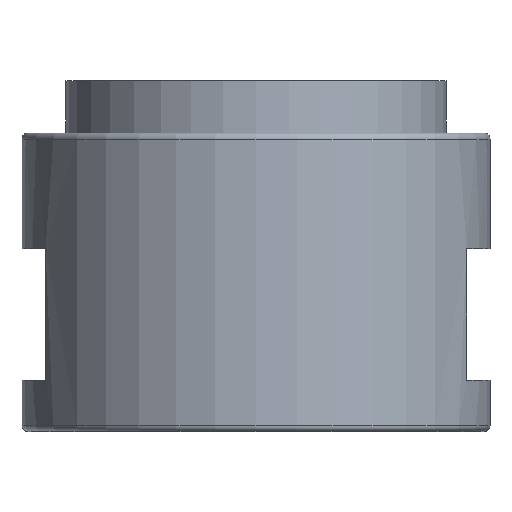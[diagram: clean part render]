
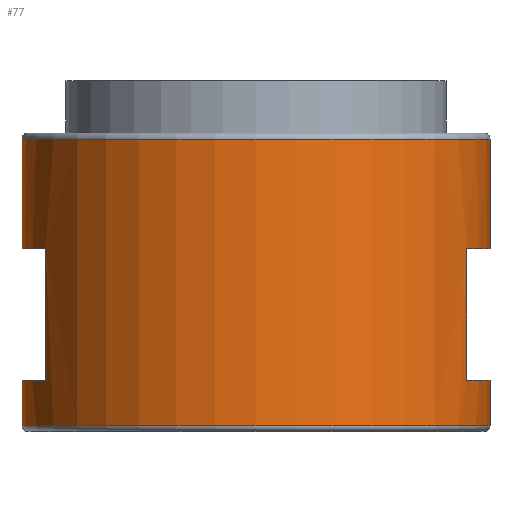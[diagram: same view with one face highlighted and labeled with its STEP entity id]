
A CAD part, front view. The second image highlights one B-rep face of the part: STEP entity #77.
In plain terms, the highlighted cylindrical face has radius 8 mm (diameter 16 mm), a full revolution.
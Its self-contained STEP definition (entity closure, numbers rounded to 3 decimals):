
#77 = ADVANCED_FACE( '', ( #98, #99, #100, #101 ), #102, .T. );
#98 = FACE_OUTER_BOUND( '', #140, .T. );
#99 = FACE_OUTER_BOUND( '', #141, .T. );
#100 = FACE_BOUND( '', #142, .T. );
#101 = FACE_BOUND( '', #143, .T. );
#102 = CYLINDRICAL_SURFACE( '', #144, 8. );
#140 = EDGE_LOOP( '', ( #186 ) );
#141 = EDGE_LOOP( '', ( #187 ) );
#142 = EDGE_LOOP( '', ( #188, #189, #190, #191 ) );
#143 = EDGE_LOOP( '', ( #192, #193, #194, #195 ) );
#144 = AXIS2_PLACEMENT_3D( '', #196, #197, #198 );
#186 = ORIENTED_EDGE( '', *, *, #270, .T. );
#187 = ORIENTED_EDGE( '', *, *, #271, .T. );
#188 = ORIENTED_EDGE( '', *, *, #272, .T. );
#189 = ORIENTED_EDGE( '', *, *, #273, .T. );
#190 = ORIENTED_EDGE( '', *, *, #274, .T. );
#191 = ORIENTED_EDGE( '', *, *, #275, .T. );
#192 = ORIENTED_EDGE( '', *, *, #276, .T. );
#193 = ORIENTED_EDGE( '', *, *, #277, .T. );
#194 = ORIENTED_EDGE( '', *, *, #278, .T. );
#195 = ORIENTED_EDGE( '', *, *, #279, .T. );
#196 = CARTESIAN_POINT( '', ( 0., 0., 10.2 ) );
#197 = DIRECTION( '', ( 0., 0., 1. ) );
#198 = DIRECTION( '', ( -1., 0., 0. ) );
#270 = EDGE_CURVE( '', #295, #295, #296, .T. );
#271 = EDGE_CURVE( '', #297, #297, #298, .F. );
#272 = EDGE_CURVE( '', #299, #300, #301, .F. );
#273 = EDGE_CURVE( '', #300, #302, #303, .F. );
#274 = EDGE_CURVE( '', #302, #304, #305, .F. );
#275 = EDGE_CURVE( '', #304, #299, #306, .T. );
#276 = EDGE_CURVE( '', #307, #308, #309, .F. );
#277 = EDGE_CURVE( '', #308, #310, #311, .T. );
#278 = EDGE_CURVE( '', #310, #312, #313, .F. );
#279 = EDGE_CURVE( '', #312, #307, #314, .F. );
#295 = VERTEX_POINT( '', #333 );
#296 = CIRCLE( '', #334, 8. );
#297 = VERTEX_POINT( '', #335 );
#298 = CIRCLE( '', #336, 8. );
#299 = VERTEX_POINT( '', #337 );
#300 = VERTEX_POINT( '', #338 );
#301 = CIRCLE( '', #339, 8. );
#302 = VERTEX_POINT( '', #340 );
#303 = LINE( '', #341, #342 );
#304 = VERTEX_POINT( '', #343 );
#305 = CIRCLE( '', #344, 8. );
#306 = LINE( '', #345, #346 );
#307 = VERTEX_POINT( '', #347 );
#308 = VERTEX_POINT( '', #348 );
#309 = CIRCLE( '', #349, 8. );
#310 = VERTEX_POINT( '', #350 );
#311 = LINE( '', #351, #352 );
#312 = VERTEX_POINT( '', #353 );
#313 = CIRCLE( '', #354, 8. );
#314 = LINE( '', #355, #356 );
#333 = CARTESIAN_POINT( '', ( -8., 0., 10. ) );
#334 = AXIS2_PLACEMENT_3D( '', #383, #384, #385 );
#335 = CARTESIAN_POINT( '', ( -8., 0., 0.2 ) );
#336 = AXIS2_PLACEMENT_3D( '', #386, #387, #388 );
#337 = CARTESIAN_POINT( '', ( 7.2, 3.487, 1.75 ) );
#338 = CARTESIAN_POINT( '', ( 7.2, -3.487, 1.75 ) );
#339 = AXIS2_PLACEMENT_3D( '', #389, #390, #391 );
#340 = CARTESIAN_POINT( '', ( 7.2, -3.487, 6.25 ) );
#341 = CARTESIAN_POINT( '', ( 7.2, -3.487, 10.2 ) );
#342 = VECTOR( '', #392, 1000. );
#343 = CARTESIAN_POINT( '', ( 7.2, 3.487, 6.25 ) );
#344 = AXIS2_PLACEMENT_3D( '', #393, #394, #395 );
#345 = CARTESIAN_POINT( '', ( 7.2, 3.487, 10.2 ) );
#346 = VECTOR( '', #396, 1000. );
#347 = CARTESIAN_POINT( '', ( -7.2, 3.487, 6.25 ) );
#348 = CARTESIAN_POINT( '', ( -7.2, -3.487, 6.25 ) );
#349 = AXIS2_PLACEMENT_3D( '', #397, #398, #399 );
#350 = CARTESIAN_POINT( '', ( -7.2, -3.487, 1.75 ) );
#351 = CARTESIAN_POINT( '', ( -7.2, -3.487, 10.2 ) );
#352 = VECTOR( '', #400, 1000. );
#353 = CARTESIAN_POINT( '', ( -7.2, 3.487, 1.75 ) );
#354 = AXIS2_PLACEMENT_3D( '', #401, #402, #403 );
#355 = CARTESIAN_POINT( '', ( -7.2, 3.487, 10.2 ) );
#356 = VECTOR( '', #404, 1000. );
#383 = CARTESIAN_POINT( '', ( 0., 0., 10. ) );
#384 = DIRECTION( '', ( 0., 0., -1. ) );
#385 = DIRECTION( '', ( -1., 0., 0. ) );
#386 = CARTESIAN_POINT( '', ( 0., 0., 0.2 ) );
#387 = DIRECTION( '', ( 0., 0., -1. ) );
#388 = DIRECTION( '', ( -1., 0., 0. ) );
#389 = CARTESIAN_POINT( '', ( 0., 0., 1.75 ) );
#390 = DIRECTION( '', ( 0., 0., 1. ) );
#391 = DIRECTION( '', ( 1., 0., 0. ) );
#392 = DIRECTION( '', ( 0., 0., -1. ) );
#393 = CARTESIAN_POINT( '', ( 0., 0., 6.25 ) );
#394 = DIRECTION( '', ( 0., 0., -1. ) );
#395 = DIRECTION( '', ( -1., 0., 0. ) );
#396 = DIRECTION( '', ( 0., 0., -1. ) );
#397 = CARTESIAN_POINT( '', ( 0., 0., 6.25 ) );
#398 = DIRECTION( '', ( 0., 0., -1. ) );
#399 = DIRECTION( '', ( -1., 0., 0. ) );
#400 = DIRECTION( '', ( 0., 0., -1. ) );
#401 = CARTESIAN_POINT( '', ( 0., 0., 1.75 ) );
#402 = DIRECTION( '', ( 0., 0., 1. ) );
#403 = DIRECTION( '', ( 1., 0., 0. ) );
#404 = DIRECTION( '', ( 0., 0., -1. ) );
